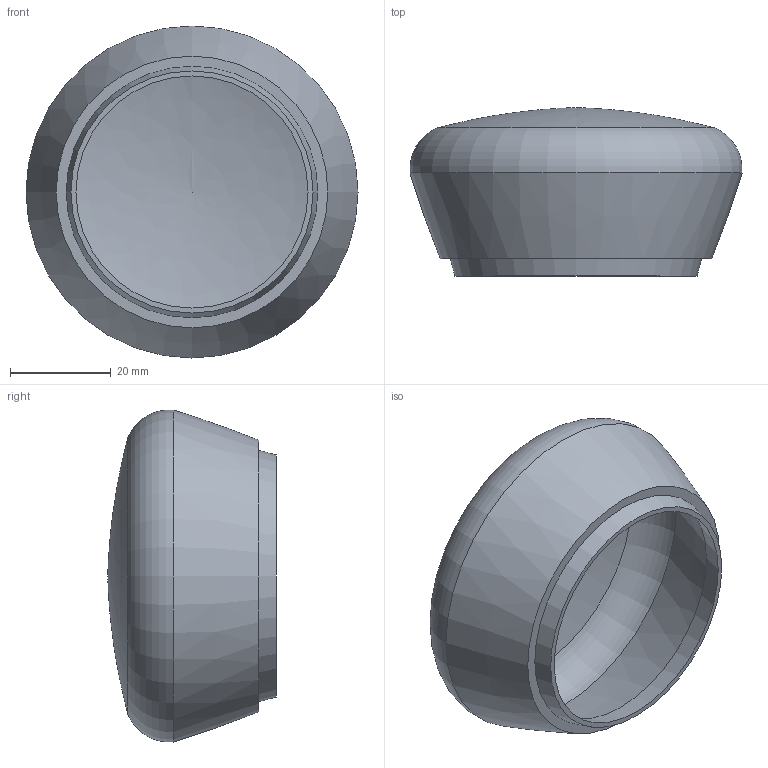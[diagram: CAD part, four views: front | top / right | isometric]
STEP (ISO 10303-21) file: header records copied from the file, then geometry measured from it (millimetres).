
FILE_DESCRIPTION(/* description */ (''),/* implementation_level */ '2;1');
FILE_NAME(/* name */ 'Cap.step',/* time_stamp */ '2018-08-14T13:33:36+05:00',/* author */ (''),/* organization */ (''),/* preprocessor_version */ 'ST-DEVELOPER v17',/* originating_system */ 'Autodesk Translation Framework v7.1.0.215',/* authorisation */ '');
FILE_SCHEMA (('AUTOMOTIVE_DESIGN { 1 0 10303 214 3 1 1 }'));
Length unit declared in the file: millimetre
Products named in the file (1): Cap
Bounding box: 66 x 33.5 x 66 mm (x, y, z)
Volume: 8650.6 mm3; surface area: 17494.1 mm2
Topology: 1 solids, 1 shells, 11 faces, 30 edges, 22 vertices
Faces by surface type: bspline 4, plane 3, cone 2, torus 2
Entity records: 489 total; most frequent: CARTESIAN_POINT 166, DIRECTION 70, ORIENTED_EDGE 56, AXIS2_PLACEMENT_3D 34, EDGE_CURVE 28, CIRCLE 26, VERTEX_POINT 22, EDGE_LOOP 14
